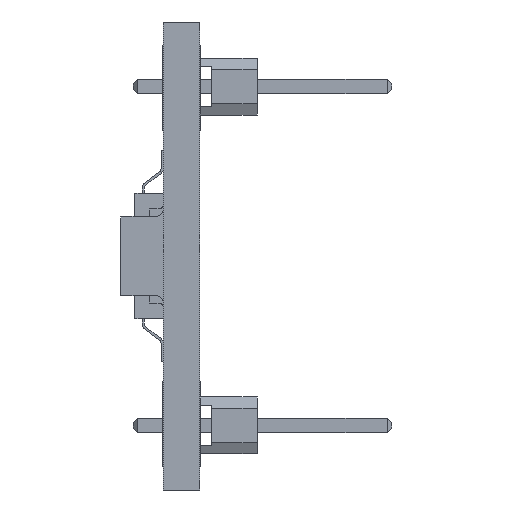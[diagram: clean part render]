
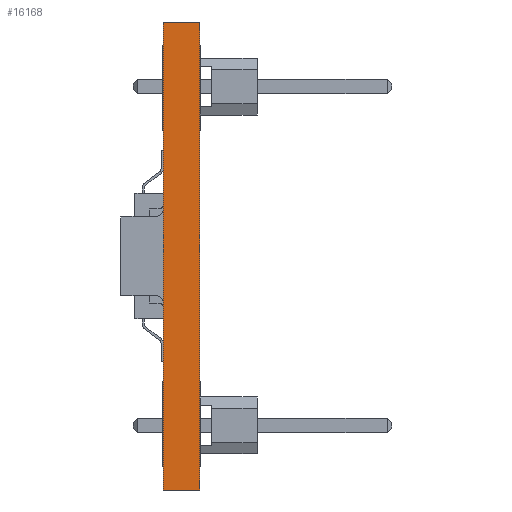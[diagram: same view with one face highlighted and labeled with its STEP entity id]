
A CAD part, left-side view. The second image highlights one B-rep face of the part: STEP entity #16168.
In plain terms, the highlighted face is planar.
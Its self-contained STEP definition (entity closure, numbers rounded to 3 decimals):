
#830 = VECTOR ( 'NONE', #19474, 1000. ) ;
#862 = DIRECTION ( 'NONE',  ( 0., 0., 1. ) ) ;
#1429 = ORIENTED_EDGE ( 'NONE', *, *, #19271, .F. ) ;
#3554 = LINE ( 'NONE', #17362, #4454 ) ;
#4454 = VECTOR ( 'NONE', #26487, 1000. ) ;
#5709 = ORIENTED_EDGE ( 'NONE', *, *, #9929, .T. ) ;
#5923 = DIRECTION ( 'NONE',  ( 0., 0., -1. ) ) ;
#8995 = VERTEX_POINT ( 'NONE', #17614 ) ;
#9848 = LINE ( 'NONE', #18966, #27646 ) ;
#9929 = EDGE_CURVE ( 'NONE', #8995, #25344, #27573, .T. ) ;
#10151 = DIRECTION ( 'NONE',  ( 0., -1., 0. ) ) ;
#11050 = ORIENTED_EDGE ( 'NONE', *, *, #28716, .T. ) ;
#14143 = EDGE_CURVE ( 'NONE', #8995, #23976, #21884, .T. ) ;
#14464 = VERTEX_POINT ( 'NONE', #27352 ) ;
#16168 = ADVANCED_FACE ( 'NONE', ( #19682 ), #21651, .F. ) ;
#16326 = CARTESIAN_POINT ( 'NONE',  ( 1.626, 10.49, -10.452 ) ) ;
#17362 = CARTESIAN_POINT ( 'NONE',  ( 1.626, 10.49, 10.452 ) ) ;
#17614 = CARTESIAN_POINT ( 'NONE',  ( 1.626, 10.49, -10.452 ) ) ;
#18966 = CARTESIAN_POINT ( 'NONE',  ( 0., 10.49, 10.452 ) ) ;
#19139 = VECTOR ( 'NONE', #25164, 1000. ) ;
#19271 = EDGE_CURVE ( 'NONE', #23976, #14464, #3554, .T. ) ;
#19474 = DIRECTION ( 'NONE',  ( 0., 0., 1. ) ) ;
#19616 = CARTESIAN_POINT ( 'NONE',  ( 1.626, 10.49, 10.452 ) ) ;
#19682 = FACE_OUTER_BOUND ( 'NONE', #29437, .T. ) ;
#21651 = PLANE ( 'NONE',  #27278 ) ;
#21884 = LINE ( 'NONE', #19616, #830 ) ;
#22415 = CARTESIAN_POINT ( 'NONE',  ( 0., 10.49, -10.452 ) ) ;
#23976 = VERTEX_POINT ( 'NONE', #25426 ) ;
#25164 = DIRECTION ( 'NONE',  ( -1., 0., 0. ) ) ;
#25327 = ORIENTED_EDGE ( 'NONE', *, *, #14143, .F. ) ;
#25344 = VERTEX_POINT ( 'NONE', #22415 ) ;
#25426 = CARTESIAN_POINT ( 'NONE',  ( 1.626, 10.49, 10.452 ) ) ;
#26487 = DIRECTION ( 'NONE',  ( -1., 0., 0. ) ) ;
#27278 = AXIS2_PLACEMENT_3D ( 'NONE', #28833, #10151, #5923 ) ;
#27352 = CARTESIAN_POINT ( 'NONE',  ( 0., 10.49, 10.452 ) ) ;
#27573 = LINE ( 'NONE', #16326, #19139 ) ;
#27646 = VECTOR ( 'NONE', #862, 1000. ) ;
#28716 = EDGE_CURVE ( 'NONE', #25344, #14464, #9848, .T. ) ;
#28833 = CARTESIAN_POINT ( 'NONE',  ( 1.626, 10.49, 10.452 ) ) ;
#29437 = EDGE_LOOP ( 'NONE', ( #11050, #1429, #25327, #5709 ) ) ;
